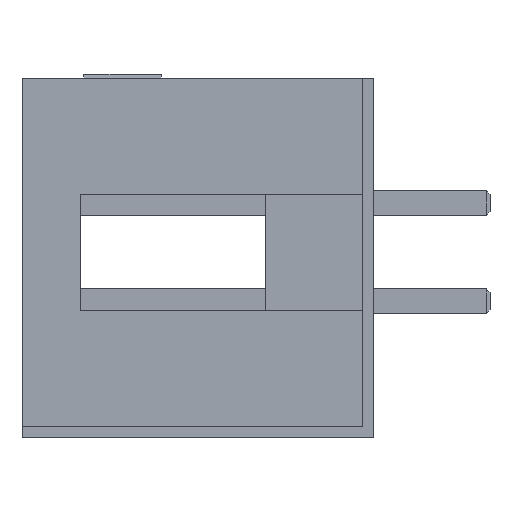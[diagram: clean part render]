
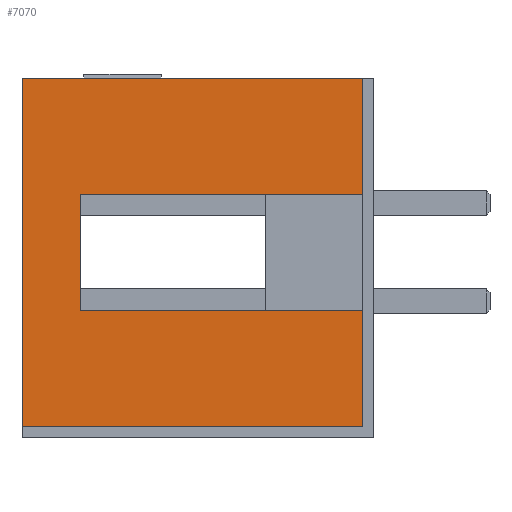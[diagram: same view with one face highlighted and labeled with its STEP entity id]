
A CAD part, left-side view. The second image highlights one B-rep face of the part: STEP entity #7070.
In plain terms, the highlighted planar face has unit normal (-1, 0, 0).
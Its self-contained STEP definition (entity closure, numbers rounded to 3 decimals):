
#50 = EDGE_CURVE ( 'NONE', #2479, #3678, #4981, .T. ) ;
#107 = VERTEX_POINT ( 'NONE', #3270 ) ;
#276 = LINE ( 'NONE', #1033, #7481 ) ;
#464 = VECTOR ( 'NONE', #1407, 1000. ) ;
#660 = VERTEX_POINT ( 'NONE', #2047 ) ;
#668 = LINE ( 'NONE', #4191, #7317 ) ;
#685 = CARTESIAN_POINT ( 'NONE',  ( -10.15, 7.6, 1.5 ) ) ;
#784 = CARTESIAN_POINT ( 'NONE',  ( -10.15, 7.6, 0. ) ) ;
#825 = VECTOR ( 'NONE', #1926, 1000. ) ;
#1033 = CARTESIAN_POINT ( 'NONE',  ( -10.15, 9.1, -4.5 ) ) ;
#1118 = VECTOR ( 'NONE', #5946, 1000. ) ;
#1147 = CARTESIAN_POINT ( 'NONE',  ( -10.15, 0.3, 1.5 ) ) ;
#1209 = EDGE_LOOP ( 'NONE', ( #8353, #7004, #4312, #7609, #6345, #3835, #7727, #6215 ) ) ;
#1407 = DIRECTION ( 'NONE',  ( 0., -1., 0. ) ) ;
#1432 = VECTOR ( 'NONE', #8357, 1000. ) ;
#1926 = DIRECTION ( 'NONE',  ( 0., -1., 0. ) ) ;
#2047 = CARTESIAN_POINT ( 'NONE',  ( -10.15, 9.1, 4.5 ) ) ;
#2114 = CARTESIAN_POINT ( 'NONE',  ( -10.15, 0.3, -1.5 ) ) ;
#2316 = DIRECTION ( 'NONE',  ( -1., 0., 0. ) ) ;
#2479 = VERTEX_POINT ( 'NONE', #3687 ) ;
#2591 = CARTESIAN_POINT ( 'NONE',  ( -10.15, 9.1, -4.5 ) ) ;
#3026 = DIRECTION ( 'NONE',  ( 0., -1., 0. ) ) ;
#3099 = EDGE_CURVE ( 'NONE', #2479, #8578, #6963, .T. ) ;
#3258 = CARTESIAN_POINT ( 'NONE',  ( -10.15, 9.1, 4.5 ) ) ;
#3270 = CARTESIAN_POINT ( 'NONE',  ( -10.15, 0.3, 4.5 ) ) ;
#3341 = CARTESIAN_POINT ( 'NONE',  ( -10.15, 0.3, 0. ) ) ;
#3547 = CARTESIAN_POINT ( 'NONE',  ( -10.15, 7.6, -1.5 ) ) ;
#3678 = VERTEX_POINT ( 'NONE', #2114 ) ;
#3687 = CARTESIAN_POINT ( 'NONE',  ( -10.15, 7.6, -1.5 ) ) ;
#3782 = LINE ( 'NONE', #6511, #1118 ) ;
#3834 = FACE_OUTER_BOUND ( 'NONE', #1209, .T. ) ;
#3835 = ORIENTED_EDGE ( 'NONE', *, *, #5630, .F. ) ;
#4018 = VERTEX_POINT ( 'NONE', #1147 ) ;
#4148 = VECTOR ( 'NONE', #5957, 1000. ) ;
#4191 = CARTESIAN_POINT ( 'NONE',  ( -10.15, 0.3, 0. ) ) ;
#4208 = VECTOR ( 'NONE', #6287, 1000. ) ;
#4275 = DIRECTION ( 'NONE',  ( 0., 0., -1. ) ) ;
#4312 = ORIENTED_EDGE ( 'NONE', *, *, #3099, .T. ) ;
#4717 = LINE ( 'NONE', #8799, #464 ) ;
#4801 = EDGE_CURVE ( 'NONE', #660, #5498, #3782, .T. ) ;
#4981 = LINE ( 'NONE', #3547, #4208 ) ;
#5078 = EDGE_CURVE ( 'NONE', #3678, #8833, #8639, .T. ) ;
#5498 = VERTEX_POINT ( 'NONE', #2591 ) ;
#5630 = EDGE_CURVE ( 'NONE', #660, #107, #7361, .T. ) ;
#5946 = DIRECTION ( 'NONE',  ( 0., 0., -1. ) ) ;
#5957 = DIRECTION ( 'NONE',  ( 0., 0., -1. ) ) ;
#6180 = AXIS2_PLACEMENT_3D ( 'NONE', #6393, #2316, #7842 ) ;
#6215 = ORIENTED_EDGE ( 'NONE', *, *, #7014, .T. ) ;
#6287 = DIRECTION ( 'NONE',  ( 0., -1., 0. ) ) ;
#6345 = ORIENTED_EDGE ( 'NONE', *, *, #7288, .F. ) ;
#6393 = CARTESIAN_POINT ( 'NONE',  ( -10.15, 9.1, 0. ) ) ;
#6511 = CARTESIAN_POINT ( 'NONE',  ( -10.15, 9.1, 0. ) ) ;
#6570 = PLANE ( 'NONE',  #6180 ) ;
#6598 = EDGE_CURVE ( 'NONE', #8578, #4018, #4717, .T. ) ;
#6963 = LINE ( 'NONE', #784, #1432 ) ;
#7004 = ORIENTED_EDGE ( 'NONE', *, *, #50, .F. ) ;
#7014 = EDGE_CURVE ( 'NONE', #5498, #8833, #276, .T. ) ;
#7070 = ADVANCED_FACE ( 'NONE', ( #3834 ), #6570, .T. ) ;
#7288 = EDGE_CURVE ( 'NONE', #107, #4018, #668, .T. ) ;
#7317 = VECTOR ( 'NONE', #4275, 1000. ) ;
#7361 = LINE ( 'NONE', #3258, #825 ) ;
#7481 = VECTOR ( 'NONE', #3026, 1000. ) ;
#7538 = CARTESIAN_POINT ( 'NONE',  ( -10.15, 0.3, -4.5 ) ) ;
#7609 = ORIENTED_EDGE ( 'NONE', *, *, #6598, .T. ) ;
#7727 = ORIENTED_EDGE ( 'NONE', *, *, #4801, .T. ) ;
#7842 = DIRECTION ( 'NONE',  ( 0., 0., 1. ) ) ;
#8353 = ORIENTED_EDGE ( 'NONE', *, *, #5078, .F. ) ;
#8357 = DIRECTION ( 'NONE',  ( 0., 0., 1. ) ) ;
#8578 = VERTEX_POINT ( 'NONE', #685 ) ;
#8639 = LINE ( 'NONE', #3341, #4148 ) ;
#8799 = CARTESIAN_POINT ( 'NONE',  ( -10.15, 7.6, 1.5 ) ) ;
#8833 = VERTEX_POINT ( 'NONE', #7538 ) ;
